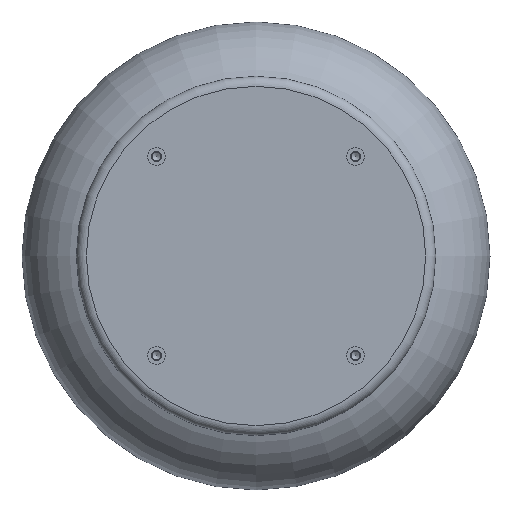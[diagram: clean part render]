
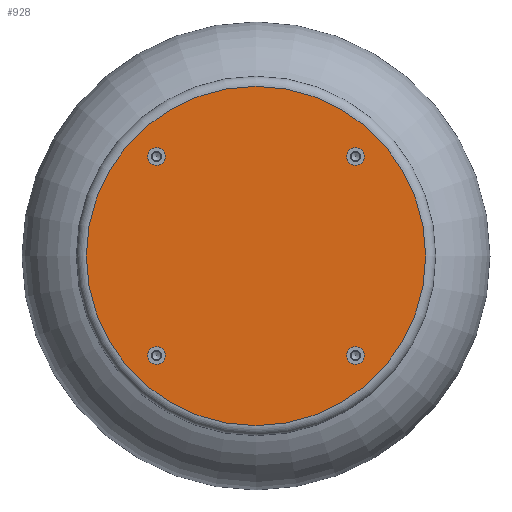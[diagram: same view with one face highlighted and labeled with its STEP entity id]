
A CAD part, front view. The second image highlights one B-rep face of the part: STEP entity #928.
In plain terms, the highlighted planar face has unit normal (0, -1, 0).
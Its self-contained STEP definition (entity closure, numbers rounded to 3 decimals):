
#82=ORIENTED_EDGE('',*,*,#179,.T.);
#83=ORIENTED_EDGE('',*,*,#180,.T.);
#84=ORIENTED_EDGE('',*,*,#181,.T.);
#85=ORIENTED_EDGE('',*,*,#182,.T.);
#86=ORIENTED_EDGE('',*,*,#178,.T.);
#178=EDGE_CURVE('',#229,#229,#288,.T.);
#179=EDGE_CURVE('',#230,#230,#289,.T.);
#180=EDGE_CURVE('',#231,#231,#290,.T.);
#181=EDGE_CURVE('',#232,#232,#291,.T.);
#182=EDGE_CURVE('',#233,#233,#292,.T.);
#229=VERTEX_POINT('',#1318);
#230=VERTEX_POINT('',#1321);
#231=VERTEX_POINT('',#1323);
#232=VERTEX_POINT('',#1325);
#233=VERTEX_POINT('',#1327);
#288=CIRCLE('',#995,135.5);
#289=CIRCLE('',#997,7.);
#290=CIRCLE('',#998,7.);
#291=CIRCLE('',#999,7.);
#292=CIRCLE('',#1000,7.);
#345=EDGE_LOOP('',(#82));
#346=EDGE_LOOP('',(#83));
#347=EDGE_LOOP('',(#84));
#348=EDGE_LOOP('',(#85));
#349=EDGE_LOOP('',(#86));
#447=FACE_BOUND('',#345,.T.);
#448=FACE_BOUND('',#346,.T.);
#449=FACE_BOUND('',#347,.T.);
#450=FACE_BOUND('',#348,.T.);
#451=FACE_BOUND('',#349,.T.);
#544=PLANE('',#996);
#928=ADVANCED_FACE('',(#447,#448,#449,#450,#451),#544,.F.);
#995=AXIS2_PLACEMENT_3D('',#1317,#1116,#1117);
#996=AXIS2_PLACEMENT_3D('',#1319,#1118,#1119);
#997=AXIS2_PLACEMENT_3D('',#1320,#1120,#1121);
#998=AXIS2_PLACEMENT_3D('',#1322,#1122,#1123);
#999=AXIS2_PLACEMENT_3D('',#1324,#1124,#1125);
#1000=AXIS2_PLACEMENT_3D('',#1326,#1126,#1127);
#1116=DIRECTION('',(0.,-1.,0.));
#1117=DIRECTION('',(0.,0.,-1.));
#1118=DIRECTION('',(0.,1.,0.));
#1119=DIRECTION('',(0.,0.,1.));
#1120=DIRECTION('',(0.,1.,0.));
#1121=DIRECTION('',(0.,0.,1.));
#1122=DIRECTION('',(0.,1.,0.));
#1123=DIRECTION('',(0.,0.,1.));
#1124=DIRECTION('',(0.,1.,0.));
#1125=DIRECTION('',(0.,0.,1.));
#1126=DIRECTION('',(0.,1.,0.));
#1127=DIRECTION('',(0.,0.,1.));
#1317=CARTESIAN_POINT('',(0.,-85.,0.));
#1318=CARTESIAN_POINT('',(0.,-85.,-135.5));
#1319=CARTESIAN_POINT('',(135.5,-85.,0.));
#1320=CARTESIAN_POINT('',(79.4,-85.,79.4));
#1321=CARTESIAN_POINT('',(79.4,-85.,86.4));
#1322=CARTESIAN_POINT('',(-79.4,-85.,79.4));
#1323=CARTESIAN_POINT('',(-79.4,-85.,86.4));
#1324=CARTESIAN_POINT('',(79.4,-85.,-79.4));
#1325=CARTESIAN_POINT('',(79.4,-85.,-72.4));
#1326=CARTESIAN_POINT('',(-79.4,-85.,-79.4));
#1327=CARTESIAN_POINT('',(-79.4,-85.,-72.4));
